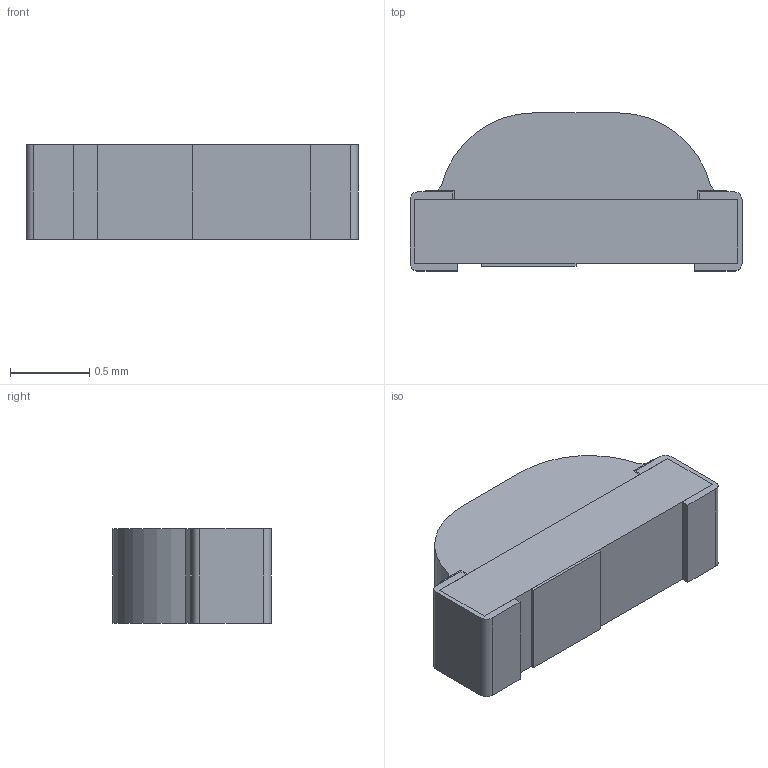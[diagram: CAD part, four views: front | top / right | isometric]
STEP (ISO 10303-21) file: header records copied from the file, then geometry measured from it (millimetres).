
FILE_DESCRIPTION(('CoCreate Modeling STEP Export'),'2;1');
FILE_NAME('3F.stp','2010-09-09T14:49:21',(''),(''),'CoCreate Modeling STEP processor for AP214 (Solid Model)','CoCreate Modeling 16.00A 16-Aug-2008 (C) Parametric Technology GmbH','');
FILE_SCHEMA(('AUTOMOTIVE_DESIGN { 1 0 10303 214 1 1 1 1 }'));
Length unit declared in the file: millimetre
Products named in the file (11): REJIST; REJIST.1; REJIST.2; RENS; denkyoku; denkyoku.1; p1; p1.1; p1.2; p1.3; pwb
Bounding box: 2.1 x 1 x 0.6 mm (x, y, z)
Volume: 1 mm3; surface area: 12.6 mm2
Topology: 7 solids, 7 shells, 64 faces, 150 edges, 100 vertices
Faces by surface type: plane 58, cylinder 6
Entity records: 2484 total; most frequent: CARTESIAN_POINT 315, ORIENTED_EDGE 300, DIRECTION 292, EDGE_CURVE 150, VECTOR 138, LINE 138, VERTEX_POINT 100, AXIS2_PLACEMENT_3D 77
